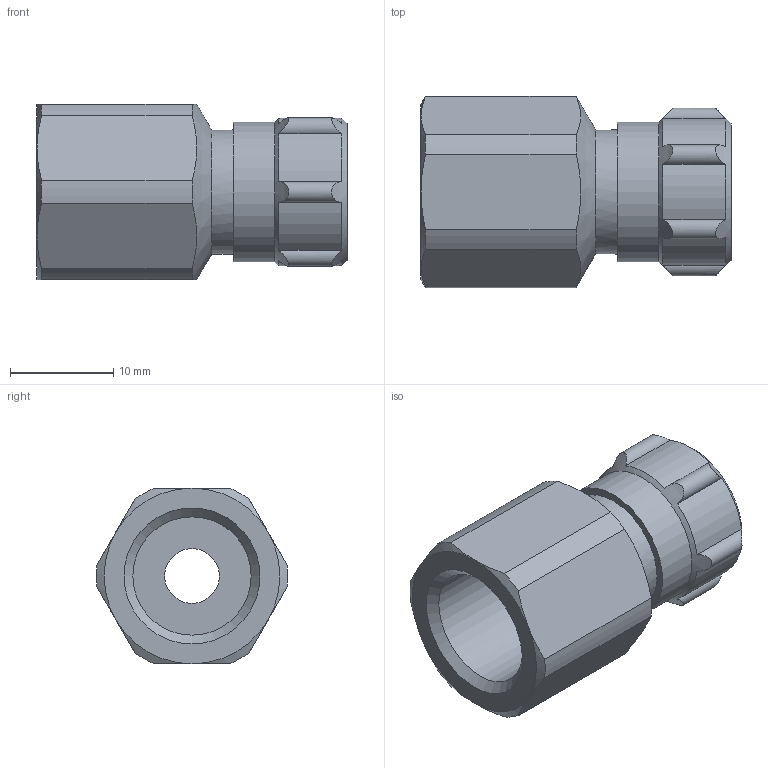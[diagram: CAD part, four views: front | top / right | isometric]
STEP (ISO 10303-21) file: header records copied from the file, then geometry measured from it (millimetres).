
FILE_DESCRIPTION(/* description */ ('STEP AP214'),/* implementation_level */ '2;1');
FILE_NAME(/* name */ '3712_ACK-1_4-PK-6',/* time_stamp */ '2024-07-30T14:34:14+02:00',/* author */ ('License CC BY-ND 4.0'),/* organization */ ('CADENAS'),/* preprocessor_version */ 'ST-DEVELOPER v19.3',/* originating_system */ 'PARTsolutions',/* authorisation */ ' ');
FILE_SCHEMA (('AUTOMOTIVE_DESIGN {1 0 10303 214 3 1 1}'));
Length unit declared in the file: millimetre
Products named in the file (1): 3712 ACK-1/4-PK-6
Bounding box: 30 x 18.49 x 17 mm (x, y, z)
Volume: 3786.2 mm3; surface area: 3249.2 mm2
Topology: 1 solids, 1 shells, 54 faces, 125 edges, 79 vertices
Faces by surface type: cylinder 26, plane 14, cone 13, torus 1
Full cylindrical faces by diameter (mm): 5.3 x1, 6.8 x1, 7.3 x1, 8.3 x1, 11.445 x1, 12 x2, 13.5 x1
Entity records: 1560 total; most frequent: CARTESIAN_POINT 393, DIRECTION 238, ORIENTED_EDGE 212, AXIS2_PLACEMENT_3D 107, EDGE_CURVE 106, EDGE_LOOP 78, FACE_BOUND 78, VERTEX_POINT 76
